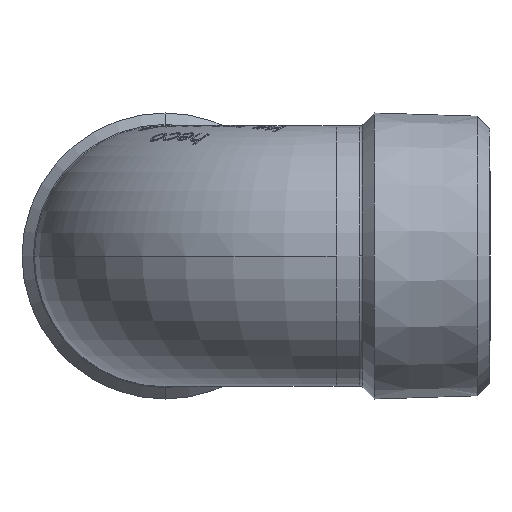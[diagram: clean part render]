
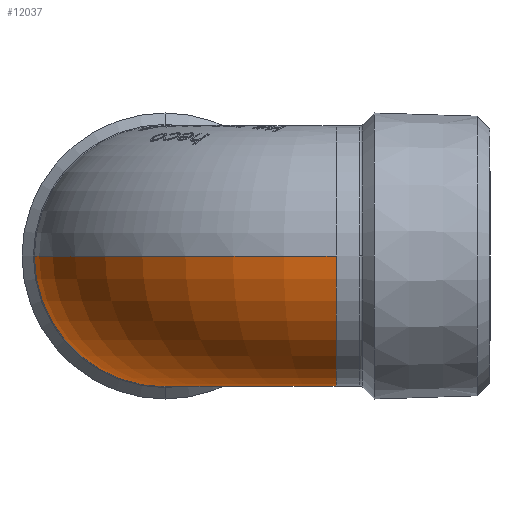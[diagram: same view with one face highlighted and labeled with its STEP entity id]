
A CAD part, left-side view. The second image highlights one B-rep face of the part: STEP entity #12037.
In plain terms, the highlighted toroidal (fillet/blend) face has major radius 20 mm and minor radius 15.242 mm.
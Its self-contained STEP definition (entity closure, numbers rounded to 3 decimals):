
#81 = VERTEX_POINT ( 'NONE', #3437 ) ;
#137 = DIRECTION ( 'NONE',  ( 0., 0., 1. ) ) ;
#164 = AXIS2_PLACEMENT_3D ( 'NONE', #9141, #4289, #12079 ) ;
#214 = VERTEX_POINT ( 'NONE', #4219 ) ;
#269 = EDGE_CURVE ( 'NONE', #655, #81, #10494, .T. ) ;
#318 = AXIS2_PLACEMENT_3D ( 'NONE', #10905, #137, #3994 ) ;
#438 = CARTESIAN_POINT ( 'NONE',  ( 20., -20., 0. ) ) ;
#445 = VERTEX_POINT ( 'NONE', #7234 ) ;
#590 = DIRECTION ( 'NONE',  ( 0., 0., 1. ) ) ;
#655 = VERTEX_POINT ( 'NONE', #9019 ) ;
#854 = CIRCLE ( 'NONE', #12255, 15.243 ) ;
#1200 = CIRCLE ( 'NONE', #9610, 4.757 ) ;
#1318 = DIRECTION ( 'NONE',  ( 1., 0., 0. ) ) ;
#1464 = AXIS2_PLACEMENT_3D ( 'NONE', #11192, #10290, #8334 ) ;
#1819 = EDGE_LOOP ( 'NONE', ( #1882, #10535, #10094, #3829, #9238, #10712 ) ) ;
#1882 = ORIENTED_EDGE ( 'NONE', *, *, #10398, .F. ) ;
#2896 = CIRCLE ( 'NONE', #1464, 15.243 ) ;
#2923 = TOROIDAL_SURFACE ( 'NONE', #164, 20., 15.243 ) ;
#3066 = DIRECTION ( 'NONE',  ( 0., 0., 1. ) ) ;
#3171 = EDGE_CURVE ( 'NONE', #81, #445, #7593, .T. ) ;
#3386 = DIRECTION ( 'NONE',  ( 0., -1., 0. ) ) ;
#3437 = CARTESIAN_POINT ( 'NONE',  ( 0., -20., -15.243 ) ) ;
#3543 = AXIS2_PLACEMENT_3D ( 'NONE', #10401, #3386, #590 ) ;
#3748 = DIRECTION ( 'NONE',  ( 0., -1., 0. ) ) ;
#3829 = ORIENTED_EDGE ( 'NONE', *, *, #9498, .T. ) ;
#3994 = DIRECTION ( 'NONE',  ( 1., 0., 0. ) ) ;
#4120 = DIRECTION ( 'NONE',  ( -1., 0., 0. ) ) ;
#4219 = CARTESIAN_POINT ( 'NONE',  ( 20., 15.243, 0. ) ) ;
#4289 = DIRECTION ( 'NONE',  ( 0., 0., 1. ) ) ;
#5326 = DIRECTION ( 'NONE',  ( 0., 0., 1. ) ) ;
#5332 = EDGE_CURVE ( 'NONE', #12548, #11759, #854, .T. ) ;
#6942 = CARTESIAN_POINT ( 'NONE',  ( 20., -15.243, 0. ) ) ;
#7234 = CARTESIAN_POINT ( 'NONE',  ( 15.243, -20., 0. ) ) ;
#7435 = AXIS2_PLACEMENT_3D ( 'NONE', #9599, #3748, #9678 ) ;
#7593 = CIRCLE ( 'NONE', #7435, 15.243 ) ;
#8136 = CIRCLE ( 'NONE', #318, 35.242 ) ;
#8334 = DIRECTION ( 'NONE',  ( 0., 0., 1. ) ) ;
#8920 = CARTESIAN_POINT ( 'NONE',  ( 20., 0., 0. ) ) ;
#9019 = CARTESIAN_POINT ( 'NONE',  ( -15.243, -20., 0. ) ) ;
#9141 = CARTESIAN_POINT ( 'NONE',  ( 20., -20., 0. ) ) ;
#9238 = ORIENTED_EDGE ( 'NONE', *, *, #3171, .F. ) ;
#9498 = EDGE_CURVE ( 'NONE', #11759, #445, #1200, .T. ) ;
#9599 = CARTESIAN_POINT ( 'NONE',  ( 0., -20., 0. ) ) ;
#9610 = AXIS2_PLACEMENT_3D ( 'NONE', #438, #5326, #1318 ) ;
#9678 = DIRECTION ( 'NONE',  ( 0., 0., 1. ) ) ;
#10094 = ORIENTED_EDGE ( 'NONE', *, *, #5332, .T. ) ;
#10290 = DIRECTION ( 'NONE',  ( -1., 0., 0. ) ) ;
#10398 = EDGE_CURVE ( 'NONE', #214, #655, #8136, .T. ) ;
#10401 = CARTESIAN_POINT ( 'NONE',  ( 0., -20., 0. ) ) ;
#10494 = CIRCLE ( 'NONE', #3543, 15.243 ) ;
#10535 = ORIENTED_EDGE ( 'NONE', *, *, #12516, .T. ) ;
#10712 = ORIENTED_EDGE ( 'NONE', *, *, #269, .F. ) ;
#10905 = CARTESIAN_POINT ( 'NONE',  ( 20., -20., 0. ) ) ;
#11192 = CARTESIAN_POINT ( 'NONE',  ( 20., 0., 0. ) ) ;
#11759 = VERTEX_POINT ( 'NONE', #6942 ) ;
#12037 = ADVANCED_FACE ( 'NONE', ( #12091 ), #2923, .T. ) ;
#12079 = DIRECTION ( 'NONE',  ( 1., 0., 0. ) ) ;
#12091 = FACE_OUTER_BOUND ( 'NONE', #1819, .T. ) ;
#12140 = CARTESIAN_POINT ( 'NONE',  ( 20., 0., -15.243 ) ) ;
#12255 = AXIS2_PLACEMENT_3D ( 'NONE', #8920, #4120, #3066 ) ;
#12516 = EDGE_CURVE ( 'NONE', #214, #12548, #2896, .T. ) ;
#12548 = VERTEX_POINT ( 'NONE', #12140 ) ;
